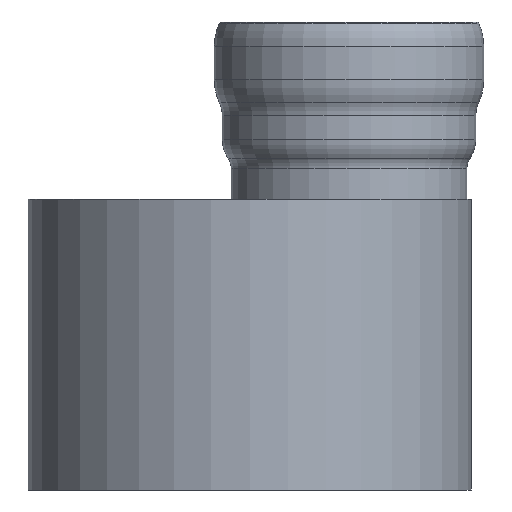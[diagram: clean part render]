
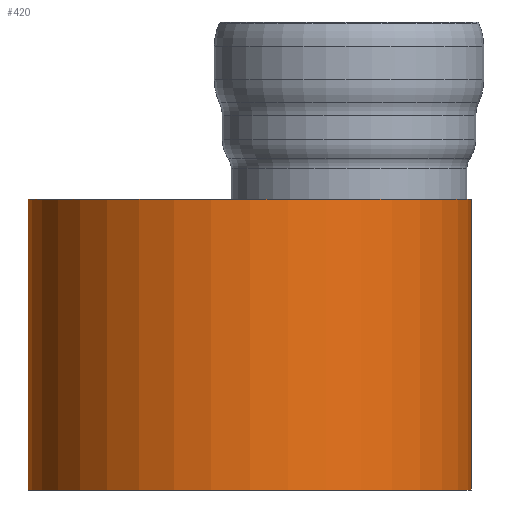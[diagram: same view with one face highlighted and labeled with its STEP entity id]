
A CAD part, front view. The second image highlights one B-rep face of the part: STEP entity #420.
In plain terms, the highlighted cylindrical face has radius 1250 mm (diameter 2500 mm), a full revolution.
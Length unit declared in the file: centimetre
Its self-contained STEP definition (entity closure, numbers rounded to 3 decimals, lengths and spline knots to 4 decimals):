
#27=LINE('',#786,#38);
#38=VECTOR('',#658,125.);
#47=CYLINDRICAL_SURFACE('',#496,125.);
#88=FACE_OUTER_BOUND('',#119,.T.);
#119=EDGE_LOOP('',(#380,#381,#382,#383));
#169=CIRCLE('',#495,125.);
#170=CIRCLE('',#497,125.);
#207=VERTEX_POINT('',#781);
#208=VERTEX_POINT('',#784);
#265=EDGE_CURVE('',#207,#207,#169,.T.);
#266=EDGE_CURVE('',#208,#208,#170,.T.);
#267=EDGE_CURVE('',#208,#207,#27,.T.);
#380=ORIENTED_EDGE('',*,*,#266,.F.);
#381=ORIENTED_EDGE('',*,*,#267,.T.);
#382=ORIENTED_EDGE('',*,*,#265,.F.);
#383=ORIENTED_EDGE('',*,*,#267,.F.);
#420=ADVANCED_FACE('',(#88),#47,.T.);
#495=AXIS2_PLACEMENT_3D('',#782,#652,#653);
#496=AXIS2_PLACEMENT_3D('',#783,#654,#655);
#497=AXIS2_PLACEMENT_3D('',#785,#656,#657);
#652=DIRECTION('center_axis',(0.,0.,1.));
#653=DIRECTION('ref_axis',(1.,0.,0.));
#654=DIRECTION('center_axis',(0.,0.,-1.));
#655=DIRECTION('ref_axis',(-1.,0.,0.));
#656=DIRECTION('center_axis',(0.,0.,-1.));
#657=DIRECTION('ref_axis',(1.,0.,0.));
#658=DIRECTION('',(0.,0.,1.));
#781=CARTESIAN_POINT('',(125.,0.,164.));
#782=CARTESIAN_POINT('Origin',(0.,0.,164.));
#783=CARTESIAN_POINT('Origin',(0.,0.,80.));
#784=CARTESIAN_POINT('',(125.,0.,0.));
#785=CARTESIAN_POINT('Origin',(0.,0.,0.));
#786=CARTESIAN_POINT('',(125.,0.,80.));
